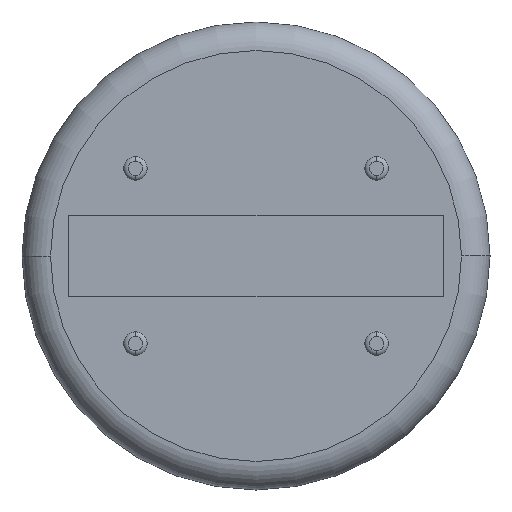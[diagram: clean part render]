
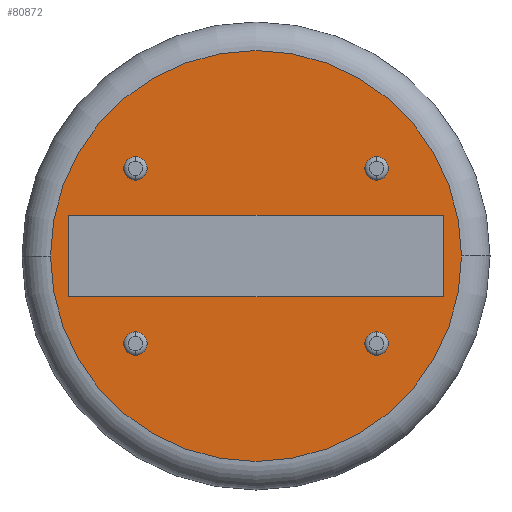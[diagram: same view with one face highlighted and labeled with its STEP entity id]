
A CAD part, left-side view. The second image highlights one B-rep face of the part: STEP entity #80872.
In plain terms, the highlighted planar face has unit normal (-1, 0, 0).
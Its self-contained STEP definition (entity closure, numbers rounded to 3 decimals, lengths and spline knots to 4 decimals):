
#1175 = DIRECTION ( 'NONE',  ( 0., 0., 1. ) ) ;
#1772 = DIRECTION ( 'NONE',  ( 0., 0., 1. ) ) ;
#2560 = EDGE_LOOP ( 'NONE', ( #16316, #60238 ) ) ;
#3612 = DIRECTION ( 'NONE',  ( -1., 0., 0. ) ) ;
#4614 = AXIS2_PLACEMENT_3D ( 'NONE', #83730, #42792, #1772 ) ;
#5019 = VERTEX_POINT ( 'NONE', #83704 ) ;
#5401 = CARTESIAN_POINT ( 'NONE',  ( 0.809, -0.644, -0.468 ) ) ;
#5772 = VERTEX_POINT ( 'NONE', #28894 ) ;
#5911 = VERTEX_POINT ( 'NONE', #7286 ) ;
#7286 = CARTESIAN_POINT ( 'NONE',  ( 0.809, 0.644, -0.4055 ) ) ;
#7795 = EDGE_LOOP ( 'NONE', ( #51852, #45580 ) ) ;
#10154 = DIRECTION ( 'NONE',  ( 1., 0., 0. ) ) ;
#10382 = CARTESIAN_POINT ( 'NONE',  ( 0.809, -0.644, -0.468 ) ) ;
#10572 = DIRECTION ( 'NONE',  ( -1., 0., 0. ) ) ;
#12009 = CIRCLE ( 'NONE', #40293, 0.0625 ) ;
#12136 = CIRCLE ( 'NONE', #84987, 1.0975 ) ;
#12290 = DIRECTION ( 'NONE',  ( 0., 0., 1. ) ) ;
#13862 = AXIS2_PLACEMENT_3D ( 'NONE', #51515, #10572, #58436 ) ;
#14331 = ORIENTED_EDGE ( 'NONE', *, *, #65227, .F. ) ;
#15859 = CARTESIAN_POINT ( 'NONE',  ( 0.809, -0.644, 0.468 ) ) ;
#16316 = ORIENTED_EDGE ( 'NONE', *, *, #39258, .F. ) ;
#17291 = DIRECTION ( 'NONE',  ( 0., 0., 1. ) ) ;
#17483 = DIRECTION ( 'NONE',  ( -1., 0., 0. ) ) ;
#18242 = CARTESIAN_POINT ( 'NONE',  ( 0.809, -0.644, 0.5305 ) ) ;
#22724 = DIRECTION ( 'NONE',  ( 0., 0., 1. ) ) ;
#23441 = FACE_OUTER_BOUND ( 'NONE', #29921, .T. ) ;
#23934 = AXIS2_PLACEMENT_3D ( 'NONE', #37373, #10154, #58025 ) ;
#25513 = DIRECTION ( 'NONE',  ( 1., 0., 0. ) ) ;
#25607 = FACE_BOUND ( 'NONE', #2560, .T. ) ;
#25907 = CARTESIAN_POINT ( 'NONE',  ( 0.809, -0.644, -0.5305 ) ) ;
#28728 = EDGE_CURVE ( 'NONE', #37289, #54500, #58008, .T. ) ;
#28894 = CARTESIAN_POINT ( 'NONE',  ( 0.809, 0.644, 0.4055 ) ) ;
#29921 = EDGE_LOOP ( 'NONE', ( #31831, #14331 ) ) ;
#30948 = EDGE_CURVE ( 'NONE', #62573, #5019, #54737, .T. ) ;
#31831 = ORIENTED_EDGE ( 'NONE', *, *, #30948, .F. ) ;
#33276 = VERTEX_POINT ( 'NONE', #38219 ) ;
#35597 = EDGE_LOOP ( 'NONE', ( #46736, #45621 ) ) ;
#35709 = EDGE_LOOP ( 'NONE', ( #45864, #44834 ) ) ;
#37289 = VERTEX_POINT ( 'NONE', #25907 ) ;
#37373 = CARTESIAN_POINT ( 'NONE',  ( 0.809, 0., 0. ) ) ;
#37958 = VERTEX_POINT ( 'NONE', #18242 ) ;
#38091 = DIRECTION ( 'NONE',  ( 1., 0., 0. ) ) ;
#38219 = CARTESIAN_POINT ( 'NONE',  ( 0.809, -0.644, 0.4055 ) ) ;
#39258 = EDGE_CURVE ( 'NONE', #37958, #33276, #56470, .T. ) ;
#40293 = AXIS2_PLACEMENT_3D ( 'NONE', #10382, #58260, #17291 ) ;
#41043 = AXIS2_PLACEMENT_3D ( 'NONE', #44611, #3612, #51455 ) ;
#41669 = FACE_BOUND ( 'NONE', #35709, .T. ) ;
#42164 = DIRECTION ( 'NONE',  ( -1., 0., 0. ) ) ;
#42792 = DIRECTION ( 'NONE',  ( -1., 0., 0. ) ) ;
#42894 = CIRCLE ( 'NONE', #82378, 0.0625 ) ;
#44426 = CARTESIAN_POINT ( 'NONE',  ( 0.809, -0.644, -0.4055 ) ) ;
#44502 = EDGE_CURVE ( 'NONE', #48047, #5911, #84717, .T. ) ;
#44611 = CARTESIAN_POINT ( 'NONE',  ( 0.809, 0.644, 0.468 ) ) ;
#44834 = ORIENTED_EDGE ( 'NONE', *, *, #28728, .F. ) ;
#45580 = ORIENTED_EDGE ( 'NONE', *, *, #88134, .F. ) ;
#45621 = ORIENTED_EDGE ( 'NONE', *, *, #44502, .F. ) ;
#45864 = ORIENTED_EDGE ( 'NONE', *, *, #46614, .F. ) ;
#45887 = AXIS2_PLACEMENT_3D ( 'NONE', #83097, #42164, #1175 ) ;
#46614 = EDGE_CURVE ( 'NONE', #54500, #37289, #12009, .T. ) ;
#46736 = ORIENTED_EDGE ( 'NONE', *, *, #48407, .F. ) ;
#46851 = VERTEX_POINT ( 'NONE', #75244 ) ;
#48047 = VERTEX_POINT ( 'NONE', #74672 ) ;
#48407 = EDGE_CURVE ( 'NONE', #5911, #48047, #42894, .T. ) ;
#51455 = DIRECTION ( 'NONE',  ( 0., 0., 1. ) ) ;
#51515 = CARTESIAN_POINT ( 'NONE',  ( 0.809, 0.644, 0.468 ) ) ;
#51852 = ORIENTED_EDGE ( 'NONE', *, *, #77996, .F. ) ;
#53256 = DIRECTION ( 'NONE',  ( -1., 0., 0. ) ) ;
#54500 = VERTEX_POINT ( 'NONE', #44426 ) ;
#54737 = CIRCLE ( 'NONE', #67526, 1.0975 ) ;
#56470 = CIRCLE ( 'NONE', #64439, 0.0625 ) ;
#56491 = AXIS2_PLACEMENT_3D ( 'NONE', #5401, #53256, #12290 ) ;
#57720 = PLANE ( 'NONE',  #23934 ) ;
#58008 = CIRCLE ( 'NONE', #56491, 0.0625 ) ;
#58025 = DIRECTION ( 'NONE',  ( 0., 1., 0. ) ) ;
#58260 = DIRECTION ( 'NONE',  ( -1., 0., 0. ) ) ;
#58436 = DIRECTION ( 'NONE',  ( 0., 0., 1. ) ) ;
#58468 = CARTESIAN_POINT ( 'NONE',  ( 0.809, 0.644, -0.468 ) ) ;
#59878 = FACE_BOUND ( 'NONE', #35597, .T. ) ;
#60238 = ORIENTED_EDGE ( 'NONE', *, *, #71707, .F. ) ;
#62573 = VERTEX_POINT ( 'NONE', #79038 ) ;
#63662 = DIRECTION ( 'NONE',  ( -1., 0., 0. ) ) ;
#64439 = AXIS2_PLACEMENT_3D ( 'NONE', #15859, #63662, #22724 ) ;
#65227 = EDGE_CURVE ( 'NONE', #5019, #62573, #12136, .T. ) ;
#65319 = DIRECTION ( 'NONE',  ( 0., 0., 1. ) ) ;
#66463 = CIRCLE ( 'NONE', #45887, 0.0625 ) ;
#66511 = CARTESIAN_POINT ( 'NONE',  ( 0.809, 0., 0. ) ) ;
#67526 = AXIS2_PLACEMENT_3D ( 'NONE', #66511, #25513, #73387 ) ;
#71707 = EDGE_CURVE ( 'NONE', #33276, #37958, #66463, .T. ) ;
#73387 = DIRECTION ( 'NONE',  ( 0., 1., 0. ) ) ;
#74672 = CARTESIAN_POINT ( 'NONE',  ( 0.809, 0.644, -0.5305 ) ) ;
#74755 = CIRCLE ( 'NONE', #13862, 0.0625 ) ;
#75244 = CARTESIAN_POINT ( 'NONE',  ( 0.809, 0.644, 0.5305 ) ) ;
#76223 = CIRCLE ( 'NONE', #41043, 0.0625 ) ;
#77996 = EDGE_CURVE ( 'NONE', #46851, #5772, #76223, .T. ) ;
#79035 = CARTESIAN_POINT ( 'NONE',  ( 0.809, 0., 0. ) ) ;
#79038 = CARTESIAN_POINT ( 'NONE',  ( 0.809, 1.0975, 0. ) ) ;
#80186 = FACE_BOUND ( 'NONE', #7795, .T. ) ;
#80872 = ADVANCED_FACE ( 'NONE', ( #59878, #80186, #25607, #41669, #23441 ), #57720, .F. ) ;
#82378 = AXIS2_PLACEMENT_3D ( 'NONE', #58468, #17483, #65319 ) ;
#83097 = CARTESIAN_POINT ( 'NONE',  ( 0.809, -0.644, 0.468 ) ) ;
#83704 = CARTESIAN_POINT ( 'NONE',  ( 0.809, -1.0975, 0. ) ) ;
#83730 = CARTESIAN_POINT ( 'NONE',  ( 0.809, 0.644, -0.468 ) ) ;
#84717 = CIRCLE ( 'NONE', #4614, 0.0625 ) ;
#84987 = AXIS2_PLACEMENT_3D ( 'NONE', #79035, #38091, #85929 ) ;
#85929 = DIRECTION ( 'NONE',  ( 0., 1., 0. ) ) ;
#88134 = EDGE_CURVE ( 'NONE', #5772, #46851, #74755, .T. ) ;
